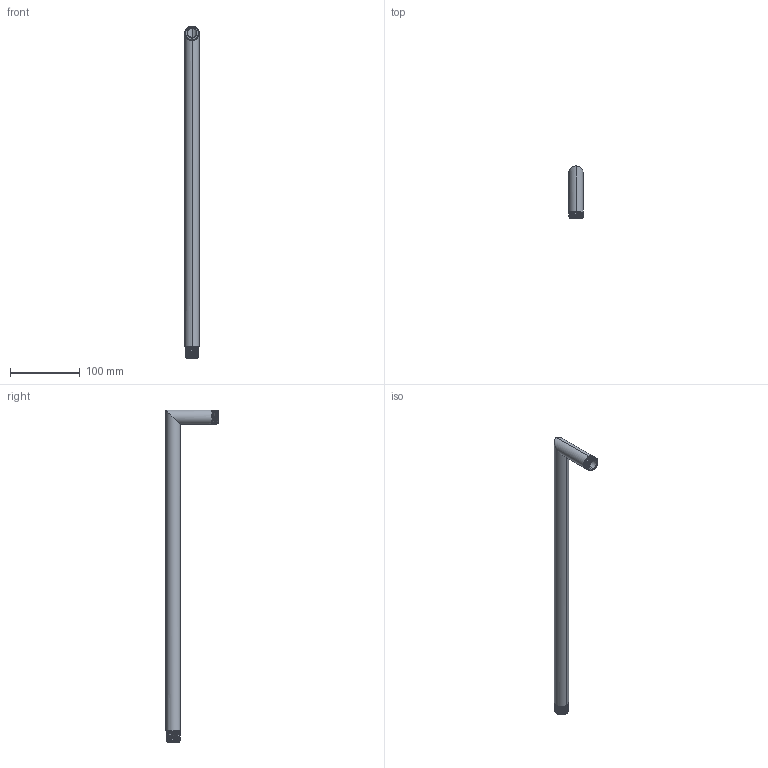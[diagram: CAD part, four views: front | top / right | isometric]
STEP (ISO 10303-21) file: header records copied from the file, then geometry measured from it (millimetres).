
FILE_DESCRIPTION((''),'2;1');
FILE_NAME('20-550','2021-08-27T09:25:17',('rsmith'),(''),'CREO PARAMETRIC BY PTC INC, 2018400','CREO PARAMETRIC BY PTC INC, 2018400','');
FILE_SCHEMA(('AUTOMOTIVE_DESIGN { 1 0 10303 214 1 1 1 1 }'));
Length unit declared in the file: inch
Products named in the file (1): 20-550
Bounding box: 20.64 x 75.09 x 477.68 mm (x, y, z)
Volume: 91297.1 mm3; surface area: 59768.4 mm2
Topology: 1 solids, 1 shells, 64 faces, 176 edges, 114 vertices
Faces by surface type: cylinder 31, bspline 22, plane 7, cone 4
Entity records: 9757 total; most frequent: CARTESIAN_POINT 7249, ORIENTED_EDGE 352, PRESENTATION_STYLE_ASSIGNMENT 224, STYLED_ITEM 185, CURVE_STYLE 176, EDGE_CURVE 176, DIRECTION 171, COLOUR_RGB 146
